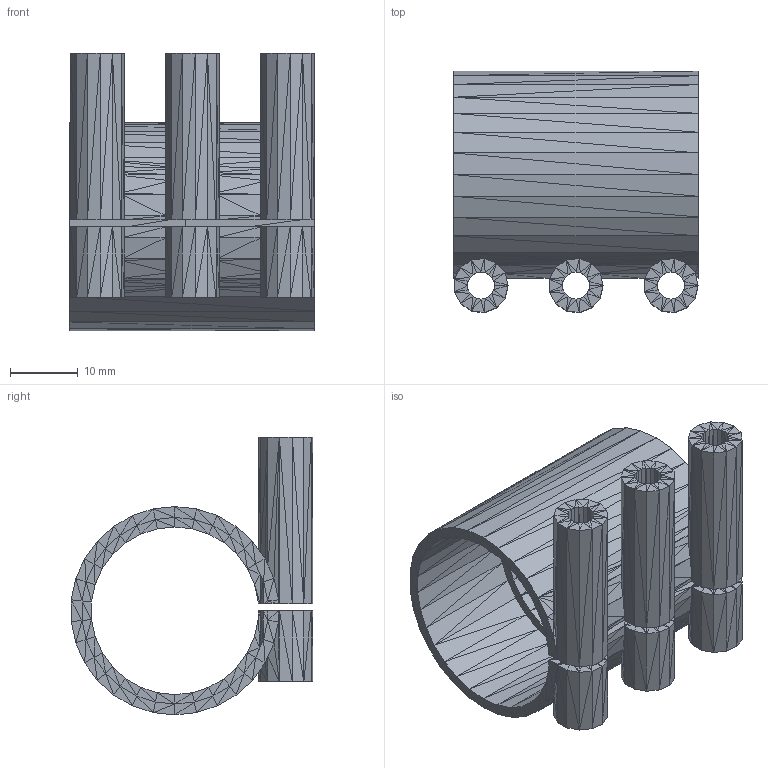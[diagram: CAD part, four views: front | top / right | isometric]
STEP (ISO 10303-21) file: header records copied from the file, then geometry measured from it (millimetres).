
FILE_DESCRIPTION(('FreeCAD Model'),'2;1');
FILE_NAME('pump_mount.step', '2016-02-17T20:48:23',('Author'),(''), 'Open CASCADE STEP processor 6.8','FreeCAD','Unknown');
FILE_SCHEMA(('AUTOMOTIVE_DESIGN_CC2 { 1 2 10303 214 -1 1 5 4 }'));
Length unit declared in the file: millimetre
Products named in the file (2): ASSEMBLY; pump_mount001
Assembly tree (1 placements, depth 2):
  ASSEMBLY
    pump_mount001
Bounding box: 36 x 35.59 x 40.94 mm (x, y, z)
Surface area: 10538 mm2 (no closed solid volume)
Topology: 0 solids, 1 shells, 1334 faces, 2001 edges, 657 vertices
Faces by surface type: plane 1334
Entity records: 50055 total; most frequent: CARTESIAN_POINT 9994, DIRECTION 6677, LINE 4005, VECTOR 4005, ORIENTED_EDGE 4002, PCURVE 4002, DEFINITIONAL_REPRESENTATION 4002, EDGE_CURVE 2001
